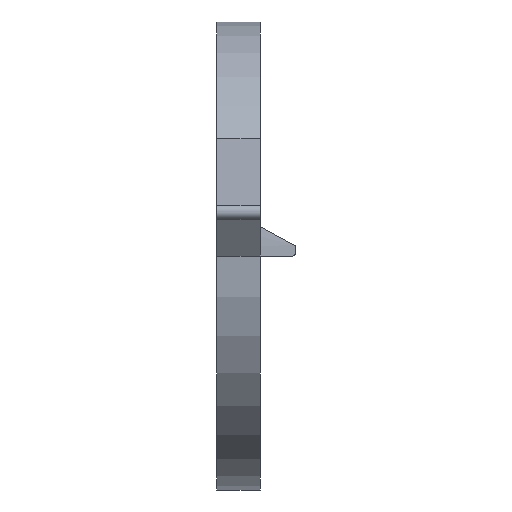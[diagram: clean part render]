
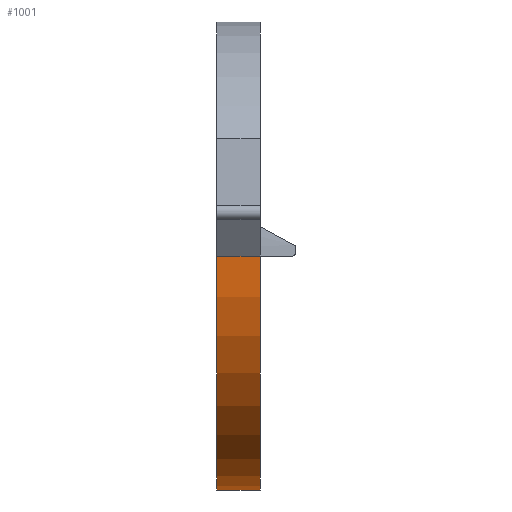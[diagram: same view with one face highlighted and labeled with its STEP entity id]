
A CAD part, front view. The second image highlights one B-rep face of the part: STEP entity #1001.
In plain terms, the highlighted cylindrical face has radius 8 mm (diameter 16 mm), a partial arc.
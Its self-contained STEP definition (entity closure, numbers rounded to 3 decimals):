
#20 = ORIENTED_EDGE ( 'NONE', *, *, #625, .F. ) ;
#52 = CARTESIAN_POINT ( 'NONE',  ( 0., 0., 0. ) ) ;
#59 = DIRECTION ( 'NONE',  ( -1., 0., 0. ) ) ;
#77 = AXIS2_PLACEMENT_3D ( 'NONE', #1094, #59, #927 ) ;
#98 = VECTOR ( 'NONE', #494, 1000. ) ;
#118 = VERTEX_POINT ( 'NONE', #834 ) ;
#129 = VECTOR ( 'NONE', #1011, 1000. ) ;
#137 = VERTEX_POINT ( 'NONE', #626 ) ;
#157 = CARTESIAN_POINT ( 'NONE',  ( 1.5, 0., -8. ) ) ;
#217 = CIRCLE ( 'NONE', #437, 8. ) ;
#231 = VERTEX_POINT ( 'NONE', #248 ) ;
#248 = CARTESIAN_POINT ( 'NONE',  ( 0., -8., 0. ) ) ;
#278 = EDGE_CURVE ( 'NONE', #118, #137, #217, .T. ) ;
#283 = ORIENTED_EDGE ( 'NONE', *, *, #278, .F. ) ;
#370 = CARTESIAN_POINT ( 'NONE',  ( 0., 0., -8. ) ) ;
#394 = AXIS2_PLACEMENT_3D ( 'NONE', #52, #940, #687 ) ;
#424 = DIRECTION ( 'NONE',  ( 1., 0., 0. ) ) ;
#431 = ORIENTED_EDGE ( 'NONE', *, *, #709, .T. ) ;
#437 = AXIS2_PLACEMENT_3D ( 'NONE', #685, #424, #955 ) ;
#494 = DIRECTION ( 'NONE',  ( -1., 0., 0. ) ) ;
#547 = LINE ( 'NONE', #157, #129 ) ;
#625 = EDGE_CURVE ( 'NONE', #137, #947, #547, .T. ) ;
#626 = CARTESIAN_POINT ( 'NONE',  ( 1.5, 0., -8. ) ) ;
#648 = EDGE_LOOP ( 'NONE', ( #20, #283, #431, #1051 ) ) ;
#685 = CARTESIAN_POINT ( 'NONE',  ( 1.5, 0., 0. ) ) ;
#687 = DIRECTION ( 'NONE',  ( 0., 0., -1. ) ) ;
#709 = EDGE_CURVE ( 'NONE', #118, #231, #1109, .T. ) ;
#765 = FACE_OUTER_BOUND ( 'NONE', #648, .T. ) ;
#802 = CIRCLE ( 'NONE', #394, 8. ) ;
#834 = CARTESIAN_POINT ( 'NONE',  ( 1.5, -8., 0. ) ) ;
#927 = DIRECTION ( 'NONE',  ( 0., 0., 1. ) ) ;
#931 = CARTESIAN_POINT ( 'NONE',  ( 1.5, -8., 0. ) ) ;
#940 = DIRECTION ( 'NONE',  ( 1., 0., 0. ) ) ;
#947 = VERTEX_POINT ( 'NONE', #370 ) ;
#955 = DIRECTION ( 'NONE',  ( 0., 0., -1. ) ) ;
#1001 = ADVANCED_FACE ( 'NONE', ( #765 ), #1014, .T. ) ;
#1011 = DIRECTION ( 'NONE',  ( -1., 0., 0. ) ) ;
#1014 = CYLINDRICAL_SURFACE ( 'NONE', #77, 8. ) ;
#1051 = ORIENTED_EDGE ( 'NONE', *, *, #1060, .T. ) ;
#1060 = EDGE_CURVE ( 'NONE', #231, #947, #802, .T. ) ;
#1094 = CARTESIAN_POINT ( 'NONE',  ( 1.5, 0., 0. ) ) ;
#1109 = LINE ( 'NONE', #931, #98 ) ;
